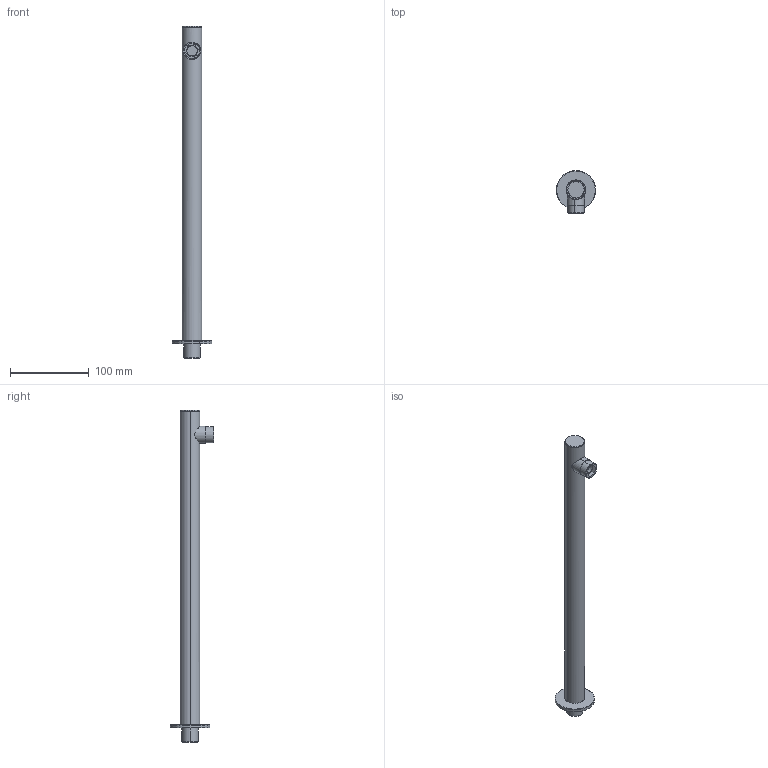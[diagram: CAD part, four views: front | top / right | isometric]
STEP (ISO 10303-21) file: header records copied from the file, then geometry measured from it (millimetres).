
FILE_DESCRIPTION (( 'STEP AP214' ), '1' );
FILE_NAME ('CHV.0008 3D.STEP', '2023-07-06T08:01:32', ( '' ), ( '' ), 'SwSTEP 2.0', 'SolidWorks 2022', '' );
FILE_SCHEMA (( 'AUTOMOTIVE_DESIGN' ));
Length unit declared in the file: millimetre
Products named in the file (5): CHV.0008 3D; 0187.002.00; 0187.003.00; ESP; 0187.001.00
Assembly tree (4 placements, depth 2):
  CHV.0008 3D
    0187.001.00
    0187.002.00
    0187.003.00
    ESP
Bounding box: 49.93 x 54.97 x 421.5 mm (x, y, z)
Volume: 140877 mm3; surface area: 62119 mm2
Topology: 4 solids, 4 shells, 82 faces, 176 edges, 110 vertices
Faces by surface type: cylinder 37, plane 29, cone 10, torus 6
Entity records: 2665 total; most frequent: CARTESIAN_POINT 565, DIRECTION 424, ORIENTED_EDGE 352, AXIS2_PLACEMENT_3D 177, EDGE_CURVE 176, VERTEX_POINT 110, EDGE_LOOP 96, CIRCLE 88
